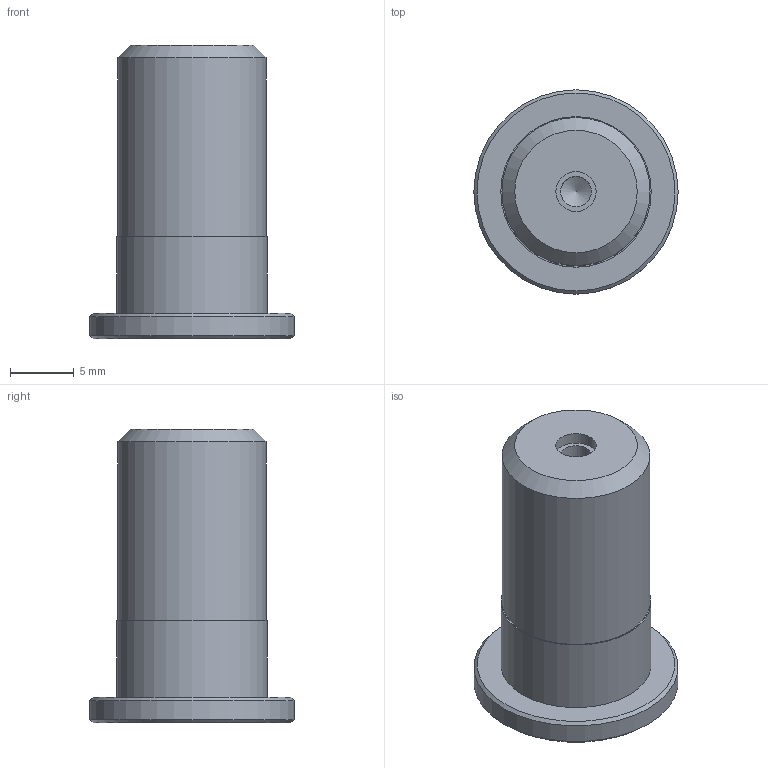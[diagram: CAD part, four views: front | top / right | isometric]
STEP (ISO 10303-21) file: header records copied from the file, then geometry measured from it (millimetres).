
FILE_DESCRIPTION(('FreeCAD Model'),'2;1');
FILE_NAME('Open CASCADE Shape Model','2024-05-01T10:13:06',(''),(''), 'Open CASCADE STEP processor 7.6','FreeCAD','Unknown');
FILE_SCHEMA(('AUTOMOTIVE_DESIGN { 1 0 10303 214 1 1 1 1 }'));
Length unit declared in the file: millimetre
Products named in the file (1): GearBShaft
Bounding box: 16 x 16 x 23 mm (x, y, z)
Volume: 2564.3 mm3; surface area: 1323.3 mm2
Topology: 1 solids, 1 shells, 14 faces, 23 edges, 14 vertices
Faces by surface type: plane 5, cylinder 5, cone 4
Full cylindrical faces by diameter (mm): 2.4 x1, 3.15 x1, 11.595 x1, 11.786 x1, 16 x1
Entity records: 345 total; most frequent: DIRECTION 65, CARTESIAN_POINT 51, ORIENTED_EDGE 44, AXIS2_PLACEMENT_3D 28, EDGE_CURVE 22, FACE_BOUND 18, EDGE_LOOP 18, ADVANCED_FACE 14
